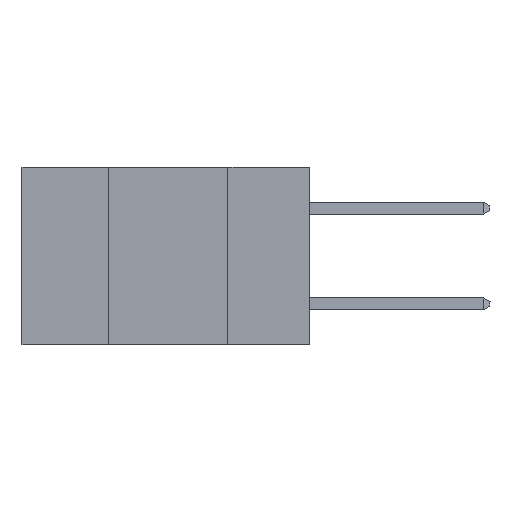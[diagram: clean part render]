
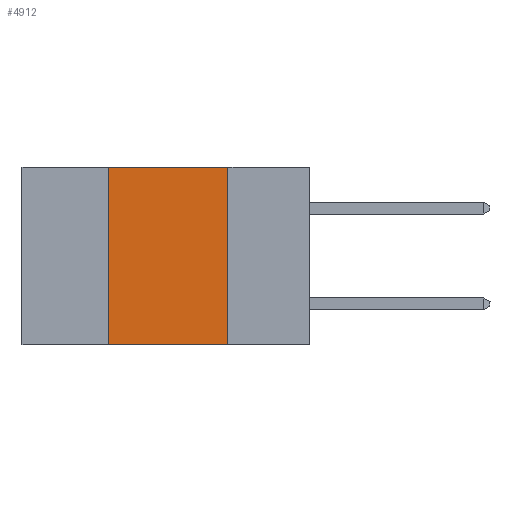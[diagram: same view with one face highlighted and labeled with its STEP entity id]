
A CAD part, left-side view. The second image highlights one B-rep face of the part: STEP entity #4912.
In plain terms, the highlighted planar face has unit normal (-1, 0, 0).
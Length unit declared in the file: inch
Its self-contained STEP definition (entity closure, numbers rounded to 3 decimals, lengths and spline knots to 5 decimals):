
#233 = CARTESIAN_POINT ( 'NONE',  ( 0., 0.6, 0. ) ) ;
#700 = VECTOR ( 'NONE', #33892, 39.37008 ) ;
#1863 = EDGE_LOOP ( 'NONE', ( #43029, #36567, #32518, #21028 ) ) ;
#2981 = VERTEX_POINT ( 'NONE', #9131 ) ;
#3267 = EDGE_CURVE ( 'NONE', #7474, #14388, #15380, .T. ) ;
#4593 = LINE ( 'NONE', #14520, #32778 ) ;
#4912 = ADVANCED_FACE ( 'NONE', ( #20635 ), #9443, .F. ) ;
#6940 = DIRECTION ( 'NONE',  ( 0., -1., 0. ) ) ;
#7474 = VERTEX_POINT ( 'NONE', #19650 ) ;
#8417 = EDGE_CURVE ( 'NONE', #7474, #2981, #30009, .T. ) ;
#9131 = CARTESIAN_POINT ( 'NONE',  ( 0., 0.42, 0. ) ) ;
#9443 = PLANE ( 'NONE',  #20956 ) ;
#10736 = DIRECTION ( 'NONE',  ( 0., -1., 0. ) ) ;
#14159 = CARTESIAN_POINT ( 'NONE',  ( 0., 0.6, -0.37 ) ) ;
#14388 = VERTEX_POINT ( 'NONE', #32792 ) ;
#14520 = CARTESIAN_POINT ( 'NONE',  ( 0., 0.17, 0. ) ) ;
#15380 = LINE ( 'NONE', #14159, #37766 ) ;
#16441 = LINE ( 'NONE', #233, #19645 ) ;
#16620 = EDGE_CURVE ( 'NONE', #2981, #35664, #16441, .T. ) ;
#16684 = CARTESIAN_POINT ( 'NONE',  ( 0., 0.42, 0. ) ) ;
#19645 = VECTOR ( 'NONE', #6940, 39.37008 ) ;
#19650 = CARTESIAN_POINT ( 'NONE',  ( 0., 0.42, -0.37 ) ) ;
#20635 = FACE_OUTER_BOUND ( 'NONE', #1863, .T. ) ;
#20956 = AXIS2_PLACEMENT_3D ( 'NONE', #30079, #26392, #29930 ) ;
#21028 = ORIENTED_EDGE ( 'NONE', *, *, #3267, .T. ) ;
#21822 = DIRECTION ( 'NONE',  ( 0., 0., -1. ) ) ;
#26392 = DIRECTION ( 'NONE',  ( 1., 0., 0. ) ) ;
#29930 = DIRECTION ( 'NONE',  ( 0., 0., -1. ) ) ;
#30009 = LINE ( 'NONE', #16684, #700 ) ;
#30079 = CARTESIAN_POINT ( 'NONE',  ( 0., 0.6, 0. ) ) ;
#32518 = ORIENTED_EDGE ( 'NONE', *, *, #8417, .F. ) ;
#32778 = VECTOR ( 'NONE', #21822, 39.37008 ) ;
#32792 = CARTESIAN_POINT ( 'NONE',  ( 0., 0.17, -0.37 ) ) ;
#33892 = DIRECTION ( 'NONE',  ( 0., 0., 1. ) ) ;
#34458 = EDGE_CURVE ( 'NONE', #35664, #14388, #4593, .T. ) ;
#35664 = VERTEX_POINT ( 'NONE', #42084 ) ;
#36567 = ORIENTED_EDGE ( 'NONE', *, *, #16620, .F. ) ;
#37766 = VECTOR ( 'NONE', #10736, 39.37008 ) ;
#42084 = CARTESIAN_POINT ( 'NONE',  ( 0., 0.17, 0. ) ) ;
#43029 = ORIENTED_EDGE ( 'NONE', *, *, #34458, .F. ) ;
